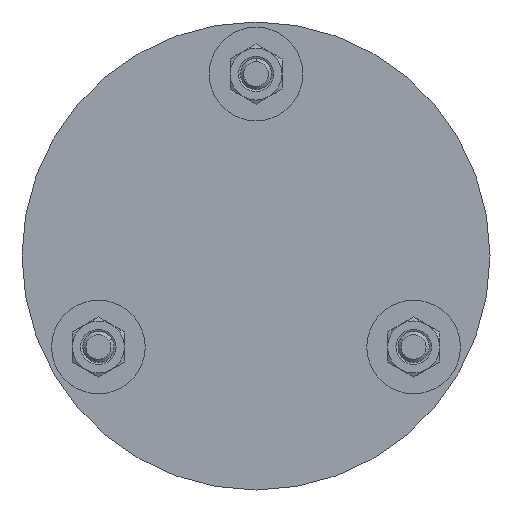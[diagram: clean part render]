
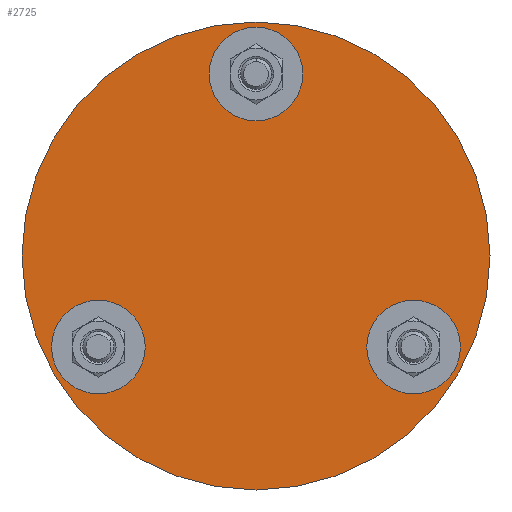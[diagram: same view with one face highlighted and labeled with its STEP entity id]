
A CAD part, front view. The second image highlights one B-rep face of the part: STEP entity #2725.
In plain terms, the highlighted planar face has unit normal (0, -1, 0).
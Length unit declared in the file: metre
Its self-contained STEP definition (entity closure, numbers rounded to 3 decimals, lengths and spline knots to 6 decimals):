
#18 = VERTEX_POINT ( 'NONE', #4053 ) ;
#116 = DIRECTION ( 'NONE',  ( 0., 0., 1. ) ) ;
#196 = DIRECTION ( 'NONE',  ( 0., 1., 0. ) ) ;
#232 = VERTEX_POINT ( 'NONE', #2705 ) ;
#233 = CIRCLE ( 'NONE', #1134, 0.00325 ) ;
#290 = FACE_BOUND ( 'NONE', #3442, .T. ) ;
#344 = CARTESIAN_POINT ( 'NONE',  ( -0.021307, 0.009804, 0. ) ) ;
#358 = CARTESIAN_POINT ( 'NONE',  ( -0.021307, 0.009804, 0.045 ) ) ;
#418 = CIRCLE ( 'NONE', #4817, 0.00325 ) ;
#431 = VERTEX_POINT ( 'NONE', #358 ) ;
#473 = EDGE_LOOP ( 'NONE', ( #2152, #873 ) ) ;
#563 = CARTESIAN_POINT ( 'NONE',  ( -0.021307, 0.009804, 0. ) ) ;
#636 = ORIENTED_EDGE ( 'NONE', *, *, #1474, .T. ) ;
#640 = CARTESIAN_POINT ( 'NONE',  ( -0.051618, 0.009804, -0.0175 ) ) ;
#873 = ORIENTED_EDGE ( 'NONE', *, *, #2098, .F. ) ;
#902 = EDGE_CURVE ( 'NONE', #18, #2111, #2273, .T. ) ;
#973 = EDGE_CURVE ( 'NONE', #3390, #431, #4647, .T. ) ;
#1005 = EDGE_CURVE ( 'NONE', #2111, #18, #3187, .T. ) ;
#1074 = CARTESIAN_POINT ( 'NONE',  ( 0.009004, 0.009804, -0.0175 ) ) ;
#1134 = AXIS2_PLACEMENT_3D ( 'NONE', #2724, #2642, #3132 ) ;
#1428 = CARTESIAN_POINT ( 'NONE',  ( -0.021307, 0.009804, 0.035 ) ) ;
#1474 = EDGE_CURVE ( 'NONE', #4106, #4294, #5434, .T. ) ;
#1485 = DIRECTION ( 'NONE',  ( 0., 1., 0. ) ) ;
#1562 = CARTESIAN_POINT ( 'NONE',  ( -0.021307, 0.009804, -0.045 ) ) ;
#1597 = AXIS2_PLACEMENT_3D ( 'NONE', #640, #2389, #3330 ) ;
#1607 = FACE_OUTER_BOUND ( 'NONE', #473, .T. ) ;
#1658 = ORIENTED_EDGE ( 'NONE', *, *, #1005, .T. ) ;
#1665 = DIRECTION ( 'NONE',  ( 0., 0., 1. ) ) ;
#1723 = CARTESIAN_POINT ( 'NONE',  ( -0.021307, 0.009804, 0. ) ) ;
#1738 = ORIENTED_EDGE ( 'NONE', *, *, #4483, .T. ) ;
#1891 = ORIENTED_EDGE ( 'NONE', *, *, #4335, .T. ) ;
#1923 = DIRECTION ( 'NONE',  ( 0., 1., 0. ) ) ;
#2004 = AXIS2_PLACEMENT_3D ( 'NONE', #2713, #1923, #2800 ) ;
#2049 = DIRECTION ( 'NONE',  ( 0., 1., 0. ) ) ;
#2091 = DIRECTION ( 'NONE',  ( 0., 1., 0. ) ) ;
#2098 = EDGE_CURVE ( 'NONE', #431, #3390, #4605, .T. ) ;
#2111 = VERTEX_POINT ( 'NONE', #5416 ) ;
#2152 = ORIENTED_EDGE ( 'NONE', *, *, #973, .F. ) ;
#2273 = CIRCLE ( 'NONE', #2004, 0.00325 ) ;
#2389 = DIRECTION ( 'NONE',  ( 0., 1., 0. ) ) ;
#2601 = DIRECTION ( 'NONE',  ( 0., 1., 0. ) ) ;
#2642 = DIRECTION ( 'NONE',  ( 0., 1., 0. ) ) ;
#2705 = CARTESIAN_POINT ( 'NONE',  ( 0.009004, 0.009804, -0.01425 ) ) ;
#2713 = CARTESIAN_POINT ( 'NONE',  ( -0.021307, 0.009804, 0.035 ) ) ;
#2724 = CARTESIAN_POINT ( 'NONE',  ( -0.051618, 0.009804, -0.0175 ) ) ;
#2725 = ADVANCED_FACE ( 'NONE', ( #4266, #290, #5519, #1607 ), #5095, .F. ) ;
#2768 = DIRECTION ( 'NONE',  ( 0.866, 0., -0.5 ) ) ;
#2800 = DIRECTION ( 'NONE',  ( 0., 0., 1. ) ) ;
#2814 = ORIENTED_EDGE ( 'NONE', *, *, #5468, .T. ) ;
#2837 = EDGE_LOOP ( 'NONE', ( #1658, #4761 ) ) ;
#2907 = EDGE_LOOP ( 'NONE', ( #1891, #2814 ) ) ;
#3132 = DIRECTION ( 'NONE',  ( -0.866, 0., -0.5 ) ) ;
#3187 = CIRCLE ( 'NONE', #5559, 0.00325 ) ;
#3330 = DIRECTION ( 'NONE',  ( -0.866, 0., -0.5 ) ) ;
#3390 = VERTEX_POINT ( 'NONE', #1562 ) ;
#3442 = EDGE_LOOP ( 'NONE', ( #636, #1738 ) ) ;
#3691 = DIRECTION ( 'NONE',  ( 0., 1., 0. ) ) ;
#3796 = CARTESIAN_POINT ( 'NONE',  ( -0.051618, 0.009804, -0.01425 ) ) ;
#3978 = VERTEX_POINT ( 'NONE', #5333 ) ;
#4043 = DIRECTION ( 'NONE',  ( 0., 0., 1. ) ) ;
#4053 = CARTESIAN_POINT ( 'NONE',  ( -0.021307, 0.009804, 0.03175 ) ) ;
#4064 = AXIS2_PLACEMENT_3D ( 'NONE', #1723, #2601, #4352 ) ;
#4106 = VERTEX_POINT ( 'NONE', #3796 ) ;
#4206 = CARTESIAN_POINT ( 'NONE',  ( 0.009004, 0.009804, -0.0175 ) ) ;
#4266 = FACE_BOUND ( 'NONE', #2907, .T. ) ;
#4294 = VERTEX_POINT ( 'NONE', #4449 ) ;
#4335 = EDGE_CURVE ( 'NONE', #232, #3978, #5346, .T. ) ;
#4352 = DIRECTION ( 'NONE',  ( 0., 0., 1. ) ) ;
#4449 = CARTESIAN_POINT ( 'NONE',  ( -0.051618, 0.009804, -0.02075 ) ) ;
#4483 = EDGE_CURVE ( 'NONE', #4294, #4106, #233, .T. ) ;
#4605 = CIRCLE ( 'NONE', #4064, 0.045 ) ;
#4647 = CIRCLE ( 'NONE', #5016, 0.045 ) ;
#4761 = ORIENTED_EDGE ( 'NONE', *, *, #902, .T. ) ;
#4817 = AXIS2_PLACEMENT_3D ( 'NONE', #1074, #196, #2768 ) ;
#4928 = AXIS2_PLACEMENT_3D ( 'NONE', #344, #2091, #1665 ) ;
#4986 = AXIS2_PLACEMENT_3D ( 'NONE', #4206, #2049, #5216 ) ;
#5016 = AXIS2_PLACEMENT_3D ( 'NONE', #563, #1485, #4043 ) ;
#5095 = PLANE ( 'NONE',  #4928 ) ;
#5216 = DIRECTION ( 'NONE',  ( 0.866, 0., -0.5 ) ) ;
#5333 = CARTESIAN_POINT ( 'NONE',  ( 0.009004, 0.009804, -0.02075 ) ) ;
#5346 = CIRCLE ( 'NONE', #4986, 0.00325 ) ;
#5416 = CARTESIAN_POINT ( 'NONE',  ( -0.021307, 0.009804, 0.03825 ) ) ;
#5434 = CIRCLE ( 'NONE', #1597, 0.00325 ) ;
#5468 = EDGE_CURVE ( 'NONE', #3978, #232, #418, .T. ) ;
#5519 = FACE_BOUND ( 'NONE', #2837, .T. ) ;
#5559 = AXIS2_PLACEMENT_3D ( 'NONE', #1428, #3691, #116 ) ;
